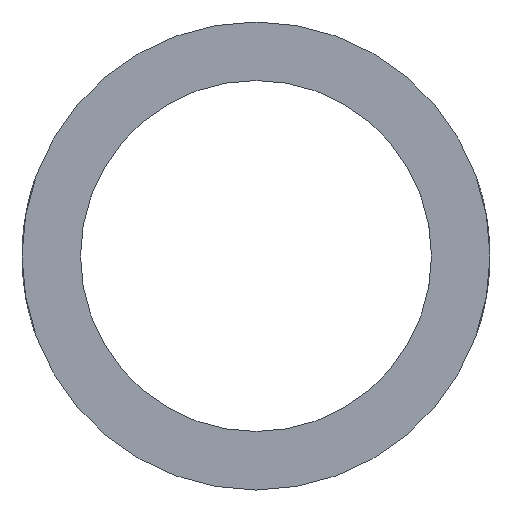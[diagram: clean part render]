
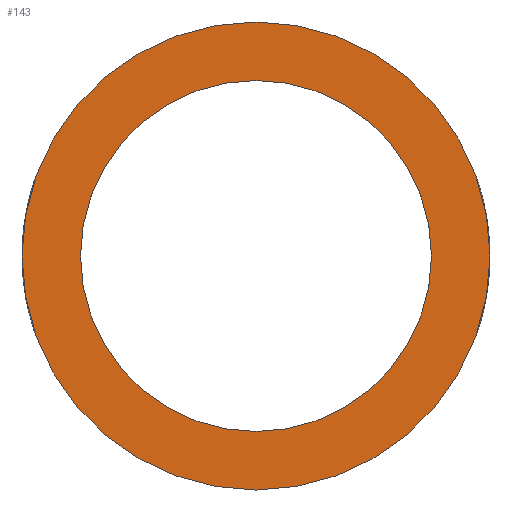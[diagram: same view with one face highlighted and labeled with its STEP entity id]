
A CAD part, left-side view. The second image highlights one B-rep face of the part: STEP entity #143.
In plain terms, the highlighted planar face has unit normal (-1, 0, 0).
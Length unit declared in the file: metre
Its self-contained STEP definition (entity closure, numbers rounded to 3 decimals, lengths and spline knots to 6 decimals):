
#21=PLANE('',#168);
#23=CIRCLE('',#159,0.00635);
#25=CIRCLE('',#162,0.004763);
#48=ORIENTED_EDGE('',*,*,#55,.T.);
#49=ORIENTED_EDGE('',*,*,#61,.F.);
#55=EDGE_CURVE('',#67,#67,#23,.T.);
#61=EDGE_CURVE('',#73,#73,#25,.T.);
#67=VERTEX_POINT('',#248);
#73=VERTEX_POINT('',#305);
#104=EDGE_LOOP('',(#48));
#105=EDGE_LOOP('',(#49));
#128=FACE_BOUND('',#104,.T.);
#129=FACE_BOUND('',#105,.T.);
#143=ADVANCED_FACE('',(#128,#129),#21,.T.);
#159=AXIS2_PLACEMENT_3D('',#247,#175,#176);
#162=AXIS2_PLACEMENT_3D('',#304,#181,#182);
#168=AXIS2_PLACEMENT_3D('',#311,#193,#194);
#175=DIRECTION('',(-1.,0.,0.));
#176=DIRECTION('',(0.,-1.,0.));
#181=DIRECTION('',(-1.,0.,0.));
#182=DIRECTION('',(0.,-1.,0.));
#193=DIRECTION('',(-1.,0.,0.));
#194=DIRECTION('',(0.,1.,0.));
#247=CARTESIAN_POINT('',(-0.418667,-0.176801,0.0335));
#248=CARTESIAN_POINT('',(-0.418667,-0.183151,0.0335));
#304=CARTESIAN_POINT('',(-0.418667,-0.176801,0.0335));
#305=CARTESIAN_POINT('',(-0.418667,-0.181563,0.0335));
#311=CARTESIAN_POINT('',(-0.418667,-0.207004,0.040304));
